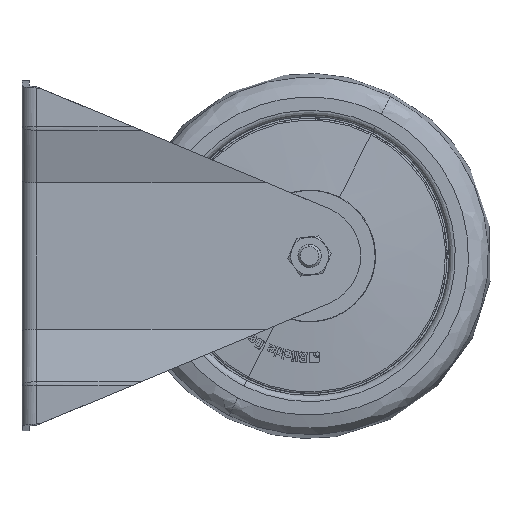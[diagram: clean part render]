
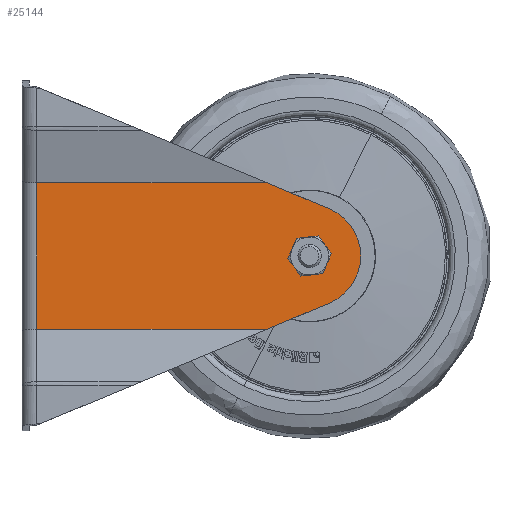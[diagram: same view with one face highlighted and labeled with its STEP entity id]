
A CAD part, left-side view. The second image highlights one B-rep face of the part: STEP entity #25144.
In plain terms, the highlighted face is planar.
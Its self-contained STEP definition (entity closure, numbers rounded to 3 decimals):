
#495 = LINE ( 'NONE', #34474, #29456 ) ;
#1436 = EDGE_CURVE ( 'NONE', #12052, #7276, #22372, .T. ) ;
#2215 = CARTESIAN_POINT ( 'NONE',  ( 0., -21., 98.5 ) ) ;
#3122 = CARTESIAN_POINT ( 'NONE',  ( -25., -21., 5. ) ) ;
#5021 = ORIENTED_EDGE ( 'NONE', *, *, #9675, .F. ) ;
#6020 = VECTOR ( 'NONE', #12937, 1000. ) ;
#6064 = DIRECTION ( 'NONE',  ( 1., 0., 0. ) ) ;
#7276 = VERTEX_POINT ( 'NONE', #3122 ) ;
#7743 = CARTESIAN_POINT ( 'NONE',  ( 16.15, -21., 105.24 ) ) ;
#7755 = LINE ( 'NONE', #32704, #19059 ) ;
#8716 = ORIENTED_EDGE ( 'NONE', *, *, #9901, .T. ) ;
#9675 = EDGE_CURVE ( 'NONE', #19127, #17862, #33529, .T. ) ;
#9901 = EDGE_CURVE ( 'NONE', #22438, #40046, #495, .T. ) ;
#10046 = ORIENTED_EDGE ( 'NONE', *, *, #32105, .T. ) ;
#10245 = DIRECTION ( 'NONE',  ( 0., 0., -1. ) ) ;
#11099 = CARTESIAN_POINT ( 'NONE',  ( 0., -21., 130. ) ) ;
#11868 = FACE_BOUND ( 'NONE', #32781, .T. ) ;
#12052 = VERTEX_POINT ( 'NONE', #43868 ) ;
#12128 = DIRECTION ( 'NONE',  ( -0.385, 0., 0.923 ) ) ;
#12937 = DIRECTION ( 'NONE',  ( 1., 0., 0. ) ) ;
#14659 = ORIENTED_EDGE ( 'NONE', *, *, #16535, .F. ) ;
#16535 = EDGE_CURVE ( 'NONE', #22438, #38233, #7755, .T. ) ;
#17614 = VECTOR ( 'NONE', #24466, 1000. ) ;
#17862 = VERTEX_POINT ( 'NONE', #40930 ) ;
#18275 = DIRECTION ( 'NONE',  ( 0., -1., 0. ) ) ;
#18711 = DIRECTION ( 'NONE',  ( 0., -1., 0. ) ) ;
#19059 = VECTOR ( 'NONE', #10245, 1000. ) ;
#19127 = VERTEX_POINT ( 'NONE', #37027 ) ;
#19823 = EDGE_CURVE ( 'NONE', #12052, #40850, #43334, .T. ) ;
#21436 = DIRECTION ( 'NONE',  ( 0., -1., 0. ) ) ;
#22372 = LINE ( 'NONE', #38896, #17614 ) ;
#22438 = VERTEX_POINT ( 'NONE', #22659 ) ;
#22445 = DIRECTION ( 'NONE',  ( 0.385, 0., 0.923 ) ) ;
#22659 = CARTESIAN_POINT ( 'NONE',  ( 25., -21., 84.034 ) ) ;
#24466 = DIRECTION ( 'NONE',  ( 0., 0., -1. ) ) ;
#25144 = ADVANCED_FACE ( 'NONE', ( #11868, #31805 ), #33505, .T. ) ;
#25550 = AXIS2_PLACEMENT_3D ( 'NONE', #40431, #18275, #44111 ) ;
#26127 = LINE ( 'NONE', #38894, #6020 ) ;
#28619 = DIRECTION ( 'NONE',  ( 0., -1., 0. ) ) ;
#29456 = VECTOR ( 'NONE', #12128, 1000. ) ;
#29859 = EDGE_LOOP ( 'NONE', ( #8716, #39003, #37181, #42266, #10046, #14659 ) ) ;
#30364 = CARTESIAN_POINT ( 'NONE',  ( 25., -21., 5. ) ) ;
#30596 = EDGE_CURVE ( 'NONE', #17862, #19127, #45206, .T. ) ;
#31767 = CARTESIAN_POINT ( 'NONE',  ( -16.15, -21., 105.24 ) ) ;
#31805 = FACE_OUTER_BOUND ( 'NONE', #29859, .T. ) ;
#32105 = EDGE_CURVE ( 'NONE', #7276, #38233, #26127, .T. ) ;
#32704 = CARTESIAN_POINT ( 'NONE',  ( 25., -21., 130. ) ) ;
#32781 = EDGE_LOOP ( 'NONE', ( #5021, #35281 ) ) ;
#33505 = PLANE ( 'NONE',  #43976 ) ;
#33529 = CIRCLE ( 'NONE', #25550, 4.25 ) ;
#33592 = VECTOR ( 'NONE', #22445, 1000. ) ;
#34474 = CARTESIAN_POINT ( 'NONE',  ( 4.954, -21., 132.068 ) ) ;
#35281 = ORIENTED_EDGE ( 'NONE', *, *, #30596, .F. ) ;
#37027 = CARTESIAN_POINT ( 'NONE',  ( 0., -21., 102.75 ) ) ;
#37181 = ORIENTED_EDGE ( 'NONE', *, *, #19823, .F. ) ;
#38046 = CIRCLE ( 'NONE', #45581, 17.5 ) ;
#38233 = VERTEX_POINT ( 'NONE', #30364 ) ;
#38894 = CARTESIAN_POINT ( 'NONE',  ( 25., -21., 5. ) ) ;
#38896 = CARTESIAN_POINT ( 'NONE',  ( -25., -21., 130. ) ) ;
#39003 = ORIENTED_EDGE ( 'NONE', *, *, #40228, .T. ) ;
#40046 = VERTEX_POINT ( 'NONE', #7743 ) ;
#40228 = EDGE_CURVE ( 'NONE', #40046, #40850, #38046, .T. ) ;
#40431 = CARTESIAN_POINT ( 'NONE',  ( 0., -21., 98.5 ) ) ;
#40779 = CARTESIAN_POINT ( 'NONE',  ( -4.954, -21., 132.068 ) ) ;
#40850 = VERTEX_POINT ( 'NONE', #31767 ) ;
#40930 = CARTESIAN_POINT ( 'NONE',  ( 0., -21., 94.25 ) ) ;
#42266 = ORIENTED_EDGE ( 'NONE', *, *, #1436, .T. ) ;
#43334 = LINE ( 'NONE', #40779, #33592 ) ;
#43507 = CARTESIAN_POINT ( 'NONE',  ( 0., -21., 98.5 ) ) ;
#43868 = CARTESIAN_POINT ( 'NONE',  ( -25., -21., 84.034 ) ) ;
#43976 = AXIS2_PLACEMENT_3D ( 'NONE', #11099, #18711, #44547 ) ;
#44111 = DIRECTION ( 'NONE',  ( 1., 0., 0. ) ) ;
#44547 = DIRECTION ( 'NONE',  ( 1., 0., 0. ) ) ;
#45206 = CIRCLE ( 'NONE', #45976, 4.25 ) ;
#45581 = AXIS2_PLACEMENT_3D ( 'NONE', #2215, #28619, #6064 ) ;
#45976 = AXIS2_PLACEMENT_3D ( 'NONE', #43507, #21436, #47170 ) ;
#47170 = DIRECTION ( 'NONE',  ( 1., 0., 0. ) ) ;
